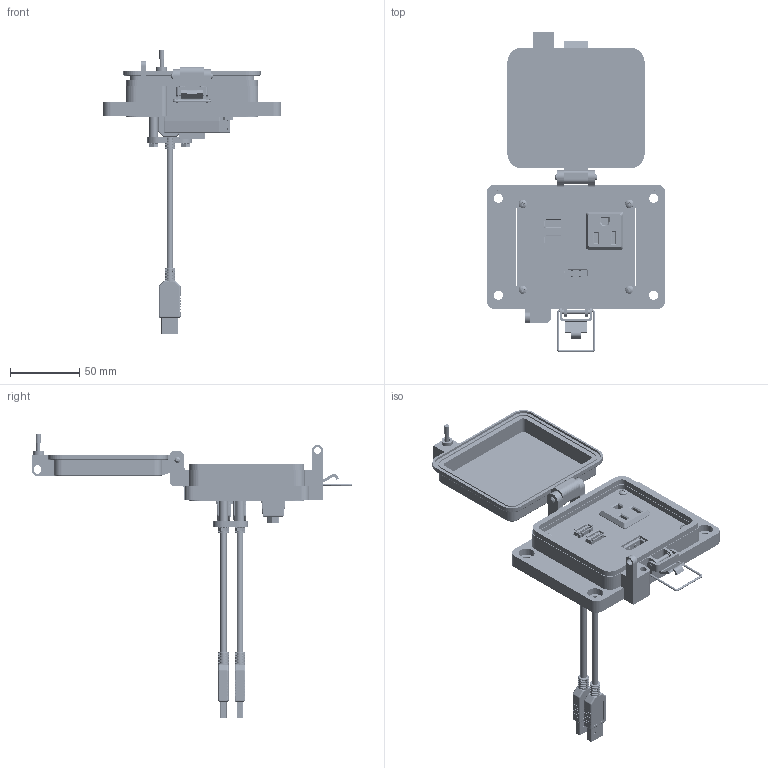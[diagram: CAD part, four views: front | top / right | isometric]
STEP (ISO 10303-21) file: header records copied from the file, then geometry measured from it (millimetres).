
FILE_DESCRIPTION (( 'STEP AP203' ), '1' );
FILE_NAME ('P-P11#2P39-K3R0_3D.STEP', '2020-01-23T16:49:34', ( '' ), ( '' ), 'SwSTEP 2.0', 'SolidWorks 2019', '' );
FILE_SCHEMA (( 'CONFIG_CONTROL_DESIGN' ));
Length unit declared in the file: millimetre
Products named in the file (18): P11; Z-300-DISPLAYPORT-FF; Z-H-K3_B; R; P-P11#2P39-K3R0_3D; Z-200-OTLT-R0SQ; P39; 92005A124_METRIC PAN HEAD PHILLIPS MACHINE SCREW_92005A124; Z-001-SPR_1-1_4; Z-002-4401_4HN_90675A005; Z-020-3047; P-P11#2P39-K3R0_TP180_1; P-P11#2P39-K3R0_BP180_1; -K3; 4-40 half inch flathead _90273A110; Z-000-440112FH_90273A119; P-P11#2P39-K3R0_FP060_1
Assembly tree (31 placements, depth 3):
  P-P11#2P39-K3R0_3D
    P-P11#2P39-K3R0_BP180_1
    P11
      Z-020-3047
    P11
      Z-020-3047
    P-P11#2P39-K3R0_TP180_1
    Z-000-440112FH_90273A119  x4
    Z-001-SPR_1-1_4  x4
    Z-002-4401_4HN_90675A005  x4
    P39
      Z-300-DISPLAYPORT-FF
    4-40 half inch flathead _90273A110  x2
    P-P11#2P39-K3R0_FP060_1
    R
      Z-200-OTLT-R0SQ
    -K3
      Z-H-K3_B
    92005A124_METRIC PAN HEAD PHILLIPS MACHINE SCREW_92005A124  x4
Bounding box: 129 x 231.18 x 205.62 mm (x, y, z)
Volume: 210309.1 mm3; surface area: 149307.7 mm2
Topology: 63 solids, 63 shells, 7438 faces, 21077 edges, 13798 vertices
Faces by surface type: plane 3522, cylinder 3261, bspline 368, cone 247, torus 32, sphere 8
Entity records: 173153 total; most frequent: CARTESIAN_POINT 48389, ORIENTED_EDGE 27082, DIRECTION 23936, EDGE_CURVE 13541, LINE 9028, VECTOR 9028, VERTEX_POINT 8887, AXIS2_PLACEMENT_3D 7454
